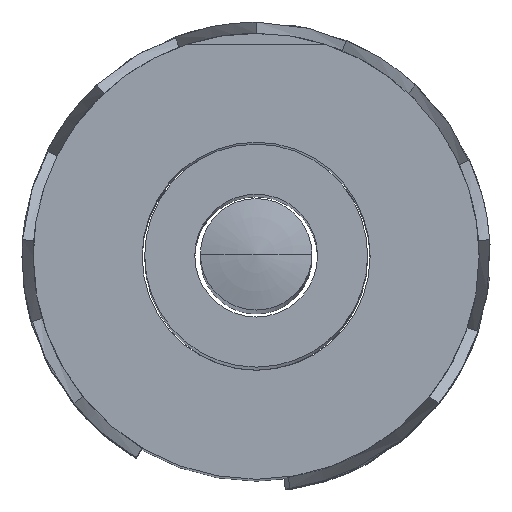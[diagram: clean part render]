
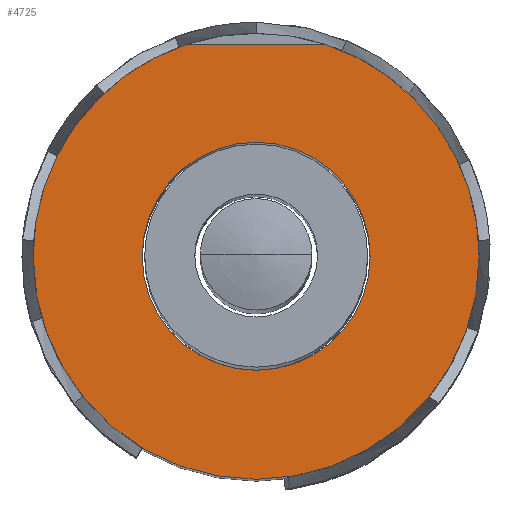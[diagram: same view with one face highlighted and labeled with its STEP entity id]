
A CAD part, top view. The second image highlights one B-rep face of the part: STEP entity #4725.
In plain terms, the highlighted planar face has unit normal (0, 0, 1).
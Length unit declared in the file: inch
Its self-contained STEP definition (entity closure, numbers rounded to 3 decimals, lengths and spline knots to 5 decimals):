
#36 = ORIENTED_EDGE ( 'NONE', *, *, #4114, .F. ) ;
#101 = ORIENTED_EDGE ( 'NONE', *, *, #4446, .T. ) ;
#104 = ORIENTED_EDGE ( 'NONE', *, *, #4097, .F. ) ;
#108 = ORIENTED_EDGE ( 'NONE', *, *, #4483, .F. ) ;
#216 = ORIENTED_EDGE ( 'NONE', *, *, #4125, .T. ) ;
#411 = CIRCLE ( 'NONE', #1354, 0.02 ) ;
#412 = CIRCLE ( 'NONE', #1355, 0.02 ) ;
#414 = CIRCLE ( 'NONE', #1356, 0.01023 ) ;
#481 = CIRCLE ( 'NONE', #1366, 0.01023 ) ;
#485 = LINE ( 'NONE', #734, #487 ) ;
#487 = VECTOR ( 'NONE', #736, 39.37008 ) ;
#734 = CARTESIAN_POINT ( 'NONE',  ( 0., 0.019, 0.1 ) ) ;
#736 = DIRECTION ( 'NONE',  ( 1., 0., 0. ) ) ;
#1354 = AXIS2_PLACEMENT_3D ( 'NONE', #5825, #5840, #5837 ) ;
#1355 = AXIS2_PLACEMENT_3D ( 'NONE', #4999, #5122, #5124 ) ;
#1356 = AXIS2_PLACEMENT_3D ( 'NONE', #5150, #5162, #5159 ) ;
#1366 = AXIS2_PLACEMENT_3D ( 'NONE', #3991, #3992, #3993 ) ;
#1797 = EDGE_LOOP ( 'NONE', ( #216, #101 ) ) ;
#2128 = PLANE ( 'NONE',  #4379 ) ;
#2130 = CARTESIAN_POINT ( 'NONE',  ( 0., 0., 0.1 ) ) ;
#2135 = DIRECTION ( 'NONE',  ( 0., 0., -1. ) ) ;
#2136 = DIRECTION ( 'NONE',  ( -1., 0., 0. ) ) ;
#2531 = ORIENTED_EDGE ( 'NONE', *, *, #6252, .F. ) ;
#2614 = CIRCLE ( 'NONE', #3804, 0.02 ) ;
#3046 = CARTESIAN_POINT ( 'NONE',  ( 0., 0., 0.1 ) ) ;
#3047 = DIRECTION ( 'NONE',  ( 0., 0., -1. ) ) ;
#3048 = DIRECTION ( 'NONE',  ( -1., 0., 0. ) ) ;
#3275 = VERTEX_POINT ( 'NONE', #5106 ) ;
#3284 = VERTEX_POINT ( 'NONE', #5645 ) ;
#3292 = VERTEX_POINT ( 'NONE', #5577 ) ;
#3294 = VERTEX_POINT ( 'NONE', #5626 ) ;
#3295 = VERTEX_POINT ( 'NONE', #5567 ) ;
#3328 = VERTEX_POINT ( 'NONE', #5488 ) ;
#3804 = AXIS2_PLACEMENT_3D ( 'NONE', #3046, #3047, #3048 ) ;
#3991 = CARTESIAN_POINT ( 'NONE',  ( 0., 0., 0.1 ) ) ;
#3992 = DIRECTION ( 'NONE',  ( 0., 0., -1. ) ) ;
#3993 = DIRECTION ( 'NONE',  ( -1., 0., 0. ) ) ;
#4097 = EDGE_CURVE ( 'NONE', #3294, #3284, #411, .T. ) ;
#4114 = EDGE_CURVE ( 'NONE', #3284, #3328, #412, .T. ) ;
#4125 = EDGE_CURVE ( 'NONE', #3292, #3295, #414, .T. ) ;
#4379 = AXIS2_PLACEMENT_3D ( 'NONE', #2130, #2135, #2136 ) ;
#4446 = EDGE_CURVE ( 'NONE', #3295, #3292, #481, .T. ) ;
#4483 = EDGE_CURVE ( 'NONE', #3328, #3275, #485, .T. ) ;
#4725 = ADVANCED_FACE ( 'NONE', ( #6116, #6123 ), #2128, .F. ) ;
#4999 = CARTESIAN_POINT ( 'NONE',  ( 0., 0., 0.1 ) ) ;
#5106 = CARTESIAN_POINT ( 'NONE',  ( 0.00624, 0.019, 0.1 ) ) ;
#5122 = DIRECTION ( 'NONE',  ( 0., 0., -1. ) ) ;
#5124 = DIRECTION ( 'NONE',  ( -1., 0., 0. ) ) ;
#5150 = CARTESIAN_POINT ( 'NONE',  ( 0., 0., 0.1 ) ) ;
#5159 = DIRECTION ( 'NONE',  ( -1., 0., 0. ) ) ;
#5162 = DIRECTION ( 'NONE',  ( 0., 0., -1. ) ) ;
#5488 = CARTESIAN_POINT ( 'NONE',  ( -0.00624, 0.019, 0.1 ) ) ;
#5567 = CARTESIAN_POINT ( 'NONE',  ( 0.01023, 0., 0.1 ) ) ;
#5577 = CARTESIAN_POINT ( 'NONE',  ( -0.01023, 0., 0.1 ) ) ;
#5626 = CARTESIAN_POINT ( 'NONE',  ( 0.02, 0., 0.1 ) ) ;
#5645 = CARTESIAN_POINT ( 'NONE',  ( -0.02, 0., 0.1 ) ) ;
#5825 = CARTESIAN_POINT ( 'NONE',  ( 0., 0., 0.1 ) ) ;
#5837 = DIRECTION ( 'NONE',  ( -1., 0., 0. ) ) ;
#5840 = DIRECTION ( 'NONE',  ( 0., 0., -1. ) ) ;
#6116 = FACE_BOUND ( 'NONE', #1797, .T. ) ;
#6123 = FACE_OUTER_BOUND ( 'NONE', #6205, .T. ) ;
#6205 = EDGE_LOOP ( 'NONE', ( #108, #36, #104, #2531 ) ) ;
#6252 = EDGE_CURVE ( 'NONE', #3275, #3294, #2614, .T. ) ;
